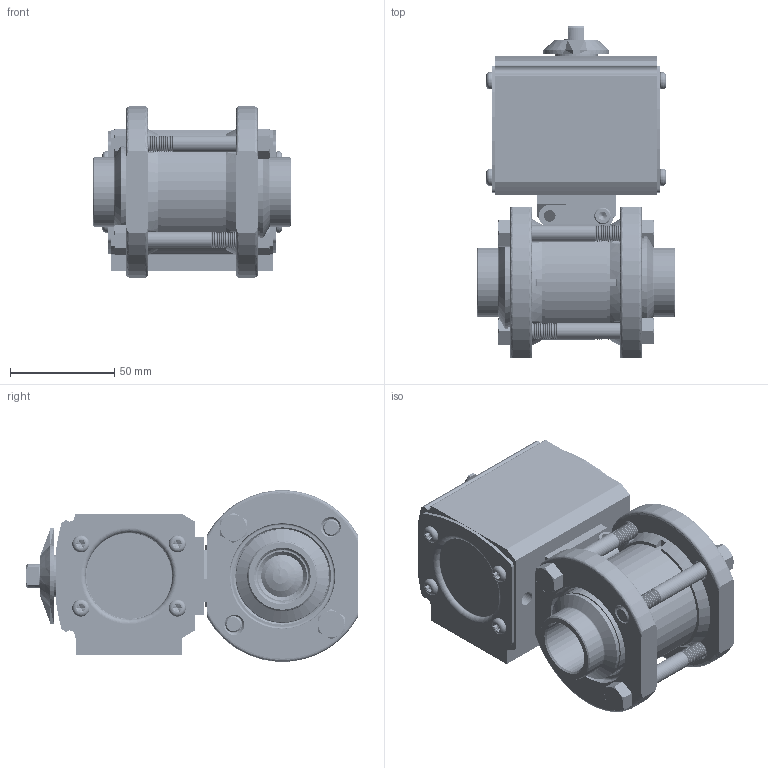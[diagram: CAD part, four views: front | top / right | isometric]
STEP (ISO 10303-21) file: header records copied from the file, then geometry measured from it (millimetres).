
FILE_DESCRIPTION (( 'STEP AP203' ), '1' );
FILE_NAME ('28XXTSWSA512D.step', '2018-09-05T12:58:31', ( '' ), ( '' ), 'SwSTEP 2.0', 'SolidWorks 2018', '' );
FILE_SCHEMA (( 'CONFIG_CONTROL_DESIGN' ));
Products named in the file (1): 28XXTSWSA512D
Bounding box: 95.15 x 159.47 x 82.4 mm (x, y, z)
Volume: 445185.2 mm3; surface area: 170744.4 mm2
Topology: 39 solids, 39 shells, 3006 faces, 7867 edges, 4908 vertices
Faces by surface type: cylinder 1412, cone 890, plane 474, torus 154, bspline 74, sphere 2
Entity records: 115234 total; most frequent: CARTESIAN_POINT 43958, ORIENTED_EDGE 15482, DIRECTION 15029, EDGE_CURVE 7741, AXIS2_PLACEMENT_3D 6063, VERTEX_POINT 4904, EDGE_LOOP 3201, CIRCLE 3130
